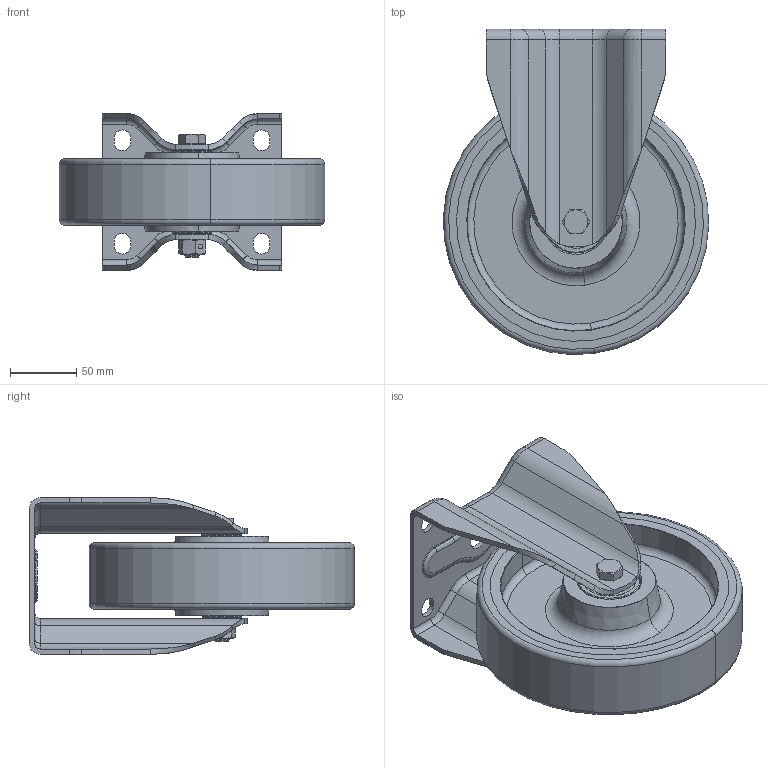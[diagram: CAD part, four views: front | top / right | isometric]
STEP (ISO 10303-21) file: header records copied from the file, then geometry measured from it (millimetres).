
FILE_DESCRIPTION (( 'STEP AP214' ), '1' );
FILE_NAME ('0047381_B-IHB-PUZG-200-K_(A-01).step', '2019-08-05T10:45:51', ( '' ), ( '' ), 'SwSTEP 2.0', 'SolidWorks 2018', '' );
FILE_SCHEMA (( 'AUTOMOTIVE_DESIGN' ));
Length unit declared in the file: millimetre
Products named in the file (1): 0047381_B-IHB-PUZG-200-K_(A-01)
Bounding box: 199.9 x 244.95 x 118 mm (x, y, z)
Surface area: 299891 mm2 (no closed solid volume)
Topology: 0 solids, 14 shells, 366 faces, 834 edges, 500 vertices
Faces by surface type: cylinder 120, plane 100, torus 78, cone 56, bspline 12
Entity records: 15109 total; most frequent: CARTESIAN_POINT 2585, DIRECTION 1922, ORIENTED_EDGE 1636, EDGE_CURVE 834, AXIS2_PLACEMENT_3D 793, VERTEX_POINT 500, CIRCLE 438, EDGE_LOOP 408
